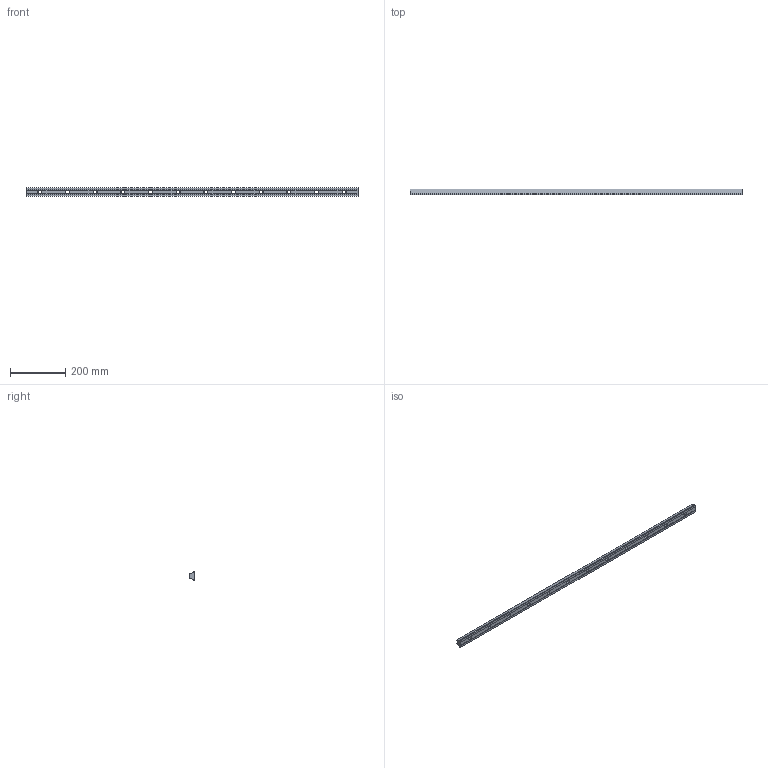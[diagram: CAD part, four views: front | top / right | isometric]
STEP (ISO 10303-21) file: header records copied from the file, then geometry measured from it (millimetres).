
FILE_DESCRIPTION( ( '' ), '1' );
FILE_NAME( 'wus_40_2_03.stp', '2008-04-10T04:42:11', ( '' ), ( '' ), ' ', ' ', ' ' );
FILE_SCHEMA( ( 'CONFIG_CONTROL_DESIGN' ) );
Length unit declared in the file: millimetre
Products named in the file (1): 1
Bounding box: 1200 x 20.46 x 30 mm (x, y, z)
Volume: 481399.9 mm3; surface area: 118681.2 mm2
Topology: 1 solids, 1 shells, 51 faces, 171 edges, 98 vertices
Faces by surface type: plane 27, cylinder 24
Entity records: 1925 total; most frequent: DIRECTION 347, ORIENTED_EDGE 342, CARTESIAN_POINT 321, EDGE_CURVE 171, AXIS2_PLACEMENT_3D 124, LINE 99, VECTOR 99, VERTEX_POINT 98
